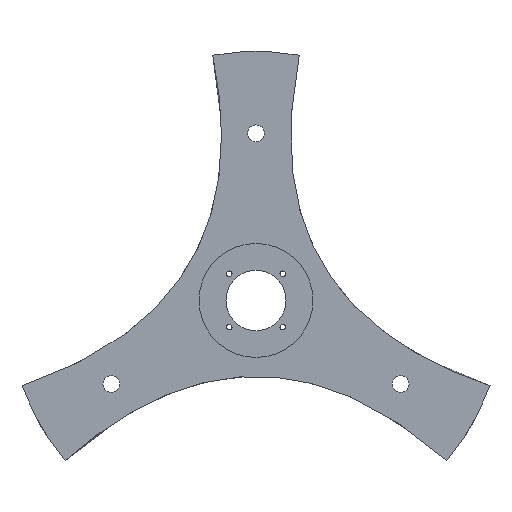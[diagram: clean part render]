
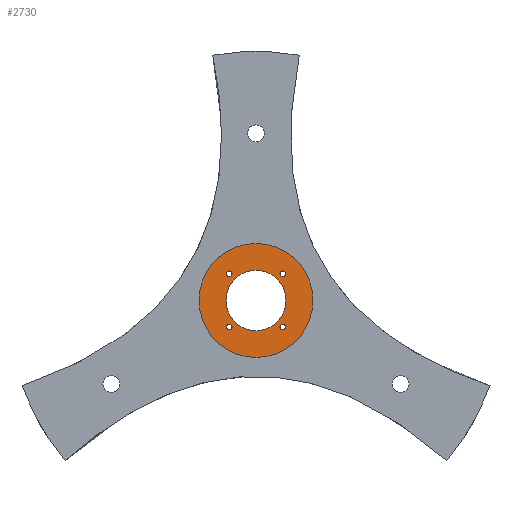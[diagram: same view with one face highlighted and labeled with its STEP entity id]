
A CAD part, top view. The second image highlights one B-rep face of the part: STEP entity #2730.
In plain terms, the highlighted planar face has unit normal (0, 0, 1).
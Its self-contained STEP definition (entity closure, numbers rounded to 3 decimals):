
#564 = CYLINDRICAL_SURFACE('',#565,34.1);
#565 = AXIS2_PLACEMENT_3D('',#566,#567,#568);
#566 = CARTESIAN_POINT('',(0.,0.,0.));
#567 = DIRECTION('',(0.,0.,1.));
#568 = DIRECTION('',(1.,0.,0.));
#1211 = CYLINDRICAL_SURFACE('',#1212,1.65);
#1212 = AXIS2_PLACEMENT_3D('',#1213,#1214,#1215);
#1213 = CARTESIAN_POINT('',(-16.,-16.,-10.));
#1214 = DIRECTION('',(0.,0.,1.));
#1215 = DIRECTION('',(0.,-1.,0.));
#1246 = CYLINDRICAL_SURFACE('',#1247,1.65);
#1247 = AXIS2_PLACEMENT_3D('',#1248,#1249,#1250);
#1248 = CARTESIAN_POINT('',(-16.,16.,-10.));
#1249 = DIRECTION('',(0.,0.,1.));
#1250 = DIRECTION('',(-1.,0.,0.));
#1316 = CYLINDRICAL_SURFACE('',#1317,1.65);
#1317 = AXIS2_PLACEMENT_3D('',#1318,#1319,#1320);
#1318 = CARTESIAN_POINT('',(16.,-16.,-10.));
#1319 = DIRECTION('',(0.,0.,1.));
#1320 = DIRECTION('',(1.,0.,0.));
#1347 = CYLINDRICAL_SURFACE('',#1348,18.);
#1348 = AXIS2_PLACEMENT_3D('',#1349,#1350,#1351);
#1349 = CARTESIAN_POINT('',(0.,0.,-4.));
#1350 = DIRECTION('',(0.,0.,1.));
#1351 = DIRECTION('',(1.,0.,0.));
#1382 = CYLINDRICAL_SURFACE('',#1383,1.65);
#1383 = AXIS2_PLACEMENT_3D('',#1384,#1385,#1386);
#1384 = CARTESIAN_POINT('',(16.,16.,-10.));
#1385 = DIRECTION('',(0.,0.,1.));
#1386 = DIRECTION('',(0.,1.,0.));
#2057 = VERTEX_POINT('',#2058);
#2058 = CARTESIAN_POINT('',(34.1,0.,-4.));
#2079 = EDGE_CURVE('',#2057,#2057,#2080,.T.);
#2080 = SURFACE_CURVE('',#2081,(#2086,#2093),.PCURVE_S1.);
#2081 = CIRCLE('',#2082,34.1);
#2082 = AXIS2_PLACEMENT_3D('',#2083,#2084,#2085);
#2083 = CARTESIAN_POINT('',(0.,0.,-4.));
#2084 = DIRECTION('',(0.,0.,1.));
#2085 = DIRECTION('',(1.,0.,0.));
#2086 = PCURVE('',#564,#2087);
#2087 = DEFINITIONAL_REPRESENTATION('',(#2088),#2092);
#2088 = LINE('',#2089,#2090);
#2089 = CARTESIAN_POINT('',(0.,-4.));
#2090 = VECTOR('',#2091,1.);
#2091 = DIRECTION('',(1.,0.));
#2092 = ( GEOMETRIC_REPRESENTATION_CONTEXT(2) 
PARAMETRIC_REPRESENTATION_CONTEXT() REPRESENTATION_CONTEXT('2D SPACE',''
  ) );
#2093 = PCURVE('',#2094,#2099);
#2094 = PLANE('',#2095);
#2095 = AXIS2_PLACEMENT_3D('',#2096,#2097,#2098);
#2096 = CARTESIAN_POINT('',(0.,0.,-4.));
#2097 = DIRECTION('',(0.,0.,1.));
#2098 = DIRECTION('',(1.,0.,0.));
#2099 = DEFINITIONAL_REPRESENTATION('',(#2100),#2104);
#2100 = CIRCLE('',#2101,34.1);
#2101 = AXIS2_PLACEMENT_2D('',#2102,#2103);
#2102 = CARTESIAN_POINT('',(0.,0.));
#2103 = DIRECTION('',(1.,0.));
#2104 = ( GEOMETRIC_REPRESENTATION_CONTEXT(2) 
PARAMETRIC_REPRESENTATION_CONTEXT() REPRESENTATION_CONTEXT('2D SPACE',''
  ) );
#2225 = VERTEX_POINT('',#2226);
#2226 = CARTESIAN_POINT('',(-16.,-17.65,-4.));
#2249 = EDGE_CURVE('',#2225,#2225,#2250,.T.);
#2250 = SURFACE_CURVE('',#2251,(#2256,#2263),.PCURVE_S1.);
#2251 = CIRCLE('',#2252,1.65);
#2252 = AXIS2_PLACEMENT_3D('',#2253,#2254,#2255);
#2253 = CARTESIAN_POINT('',(-16.,-16.,-4.));
#2254 = DIRECTION('',(-0.,0.,1.));
#2255 = DIRECTION('',(0.,-1.,0.));
#2256 = PCURVE('',#1211,#2257);
#2257 = DEFINITIONAL_REPRESENTATION('',(#2258),#2262);
#2258 = LINE('',#2259,#2260);
#2259 = CARTESIAN_POINT('',(-6.283,6.));
#2260 = VECTOR('',#2261,1.);
#2261 = DIRECTION('',(1.,-0.));
#2262 = ( GEOMETRIC_REPRESENTATION_CONTEXT(2) 
PARAMETRIC_REPRESENTATION_CONTEXT() REPRESENTATION_CONTEXT('2D SPACE',''
  ) );
#2263 = PCURVE('',#2094,#2264);
#2264 = DEFINITIONAL_REPRESENTATION('',(#2265),#2269);
#2265 = CIRCLE('',#2266,1.65);
#2266 = AXIS2_PLACEMENT_2D('',#2267,#2268);
#2267 = CARTESIAN_POINT('',(-16.,-16.));
#2268 = DIRECTION('',(0.,-1.));
#2269 = ( GEOMETRIC_REPRESENTATION_CONTEXT(2) 
PARAMETRIC_REPRESENTATION_CONTEXT() REPRESENTATION_CONTEXT('2D SPACE',''
  ) );
#2275 = VERTEX_POINT('',#2276);
#2276 = CARTESIAN_POINT('',(-17.65,16.,-4.));
#2299 = EDGE_CURVE('',#2275,#2275,#2300,.T.);
#2300 = SURFACE_CURVE('',#2301,(#2306,#2313),.PCURVE_S1.);
#2301 = CIRCLE('',#2302,1.65);
#2302 = AXIS2_PLACEMENT_3D('',#2303,#2304,#2305);
#2303 = CARTESIAN_POINT('',(-16.,16.,-4.));
#2304 = DIRECTION('',(0.,0.,1.));
#2305 = DIRECTION('',(-1.,0.,0.));
#2306 = PCURVE('',#1246,#2307);
#2307 = DEFINITIONAL_REPRESENTATION('',(#2308),#2312);
#2308 = LINE('',#2309,#2310);
#2309 = CARTESIAN_POINT('',(-6.283,6.));
#2310 = VECTOR('',#2311,1.);
#2311 = DIRECTION('',(1.,-0.));
#2312 = ( GEOMETRIC_REPRESENTATION_CONTEXT(2) 
PARAMETRIC_REPRESENTATION_CONTEXT() REPRESENTATION_CONTEXT('2D SPACE',''
  ) );
#2313 = PCURVE('',#2094,#2314);
#2314 = DEFINITIONAL_REPRESENTATION('',(#2315),#2319);
#2315 = CIRCLE('',#2316,1.65);
#2316 = AXIS2_PLACEMENT_2D('',#2317,#2318);
#2317 = CARTESIAN_POINT('',(-16.,16.));
#2318 = DIRECTION('',(-1.,0.));
#2319 = ( GEOMETRIC_REPRESENTATION_CONTEXT(2) 
PARAMETRIC_REPRESENTATION_CONTEXT() REPRESENTATION_CONTEXT('2D SPACE',''
  ) );
#2379 = VERTEX_POINT('',#2380);
#2380 = CARTESIAN_POINT('',(17.65,-16.,-4.));
#2403 = EDGE_CURVE('',#2379,#2379,#2404,.T.);
#2404 = SURFACE_CURVE('',#2405,(#2410,#2417),.PCURVE_S1.);
#2405 = CIRCLE('',#2406,1.65);
#2406 = AXIS2_PLACEMENT_3D('',#2407,#2408,#2409);
#2407 = CARTESIAN_POINT('',(16.,-16.,-4.));
#2408 = DIRECTION('',(0.,-0.,1.));
#2409 = DIRECTION('',(1.,0.,0.));
#2410 = PCURVE('',#1316,#2411);
#2411 = DEFINITIONAL_REPRESENTATION('',(#2412),#2416);
#2412 = LINE('',#2413,#2414);
#2413 = CARTESIAN_POINT('',(-6.283,6.));
#2414 = VECTOR('',#2415,1.);
#2415 = DIRECTION('',(1.,-0.));
#2416 = ( GEOMETRIC_REPRESENTATION_CONTEXT(2) 
PARAMETRIC_REPRESENTATION_CONTEXT() REPRESENTATION_CONTEXT('2D SPACE',''
  ) );
#2417 = PCURVE('',#2094,#2418);
#2418 = DEFINITIONAL_REPRESENTATION('',(#2419),#2423);
#2419 = CIRCLE('',#2420,1.65);
#2420 = AXIS2_PLACEMENT_2D('',#2421,#2422);
#2421 = CARTESIAN_POINT('',(16.,-16.));
#2422 = DIRECTION('',(1.,0.));
#2423 = ( GEOMETRIC_REPRESENTATION_CONTEXT(2) 
PARAMETRIC_REPRESENTATION_CONTEXT() REPRESENTATION_CONTEXT('2D SPACE',''
  ) );
#2428 = EDGE_CURVE('',#2429,#2429,#2431,.T.);
#2429 = VERTEX_POINT('',#2430);
#2430 = CARTESIAN_POINT('',(18.,0.,-4.));
#2431 = SURFACE_CURVE('',#2432,(#2437,#2444),.PCURVE_S1.);
#2432 = CIRCLE('',#2433,18.);
#2433 = AXIS2_PLACEMENT_3D('',#2434,#2435,#2436);
#2434 = CARTESIAN_POINT('',(0.,0.,-4.));
#2435 = DIRECTION('',(0.,0.,1.));
#2436 = DIRECTION('',(1.,0.,0.));
#2437 = PCURVE('',#1347,#2438);
#2438 = DEFINITIONAL_REPRESENTATION('',(#2439),#2443);
#2439 = LINE('',#2440,#2441);
#2440 = CARTESIAN_POINT('',(0.,0.));
#2441 = VECTOR('',#2442,1.);
#2442 = DIRECTION('',(1.,0.));
#2443 = ( GEOMETRIC_REPRESENTATION_CONTEXT(2) 
PARAMETRIC_REPRESENTATION_CONTEXT() REPRESENTATION_CONTEXT('2D SPACE',''
  ) );
#2444 = PCURVE('',#2094,#2445);
#2445 = DEFINITIONAL_REPRESENTATION('',(#2446),#2450);
#2446 = CIRCLE('',#2447,18.);
#2447 = AXIS2_PLACEMENT_2D('',#2448,#2449);
#2448 = CARTESIAN_POINT('',(0.,0.));
#2449 = DIRECTION('',(1.,0.));
#2450 = ( GEOMETRIC_REPRESENTATION_CONTEXT(2) 
PARAMETRIC_REPRESENTATION_CONTEXT() REPRESENTATION_CONTEXT('2D SPACE',''
  ) );
#2479 = VERTEX_POINT('',#2480);
#2480 = CARTESIAN_POINT('',(16.,17.65,-4.));
#2503 = EDGE_CURVE('',#2479,#2479,#2504,.T.);
#2504 = SURFACE_CURVE('',#2505,(#2510,#2517),.PCURVE_S1.);
#2505 = CIRCLE('',#2506,1.65);
#2506 = AXIS2_PLACEMENT_3D('',#2507,#2508,#2509);
#2507 = CARTESIAN_POINT('',(16.,16.,-4.));
#2508 = DIRECTION('',(0.,0.,1.));
#2509 = DIRECTION('',(0.,1.,0.));
#2510 = PCURVE('',#1382,#2511);
#2511 = DEFINITIONAL_REPRESENTATION('',(#2512),#2516);
#2512 = LINE('',#2513,#2514);
#2513 = CARTESIAN_POINT('',(-6.283,6.));
#2514 = VECTOR('',#2515,1.);
#2515 = DIRECTION('',(1.,-0.));
#2516 = ( GEOMETRIC_REPRESENTATION_CONTEXT(2) 
PARAMETRIC_REPRESENTATION_CONTEXT() REPRESENTATION_CONTEXT('2D SPACE',''
  ) );
#2517 = PCURVE('',#2094,#2518);
#2518 = DEFINITIONAL_REPRESENTATION('',(#2519),#2523);
#2519 = CIRCLE('',#2520,1.65);
#2520 = AXIS2_PLACEMENT_2D('',#2521,#2522);
#2521 = CARTESIAN_POINT('',(16.,16.));
#2522 = DIRECTION('',(0.,1.));
#2523 = ( GEOMETRIC_REPRESENTATION_CONTEXT(2) 
PARAMETRIC_REPRESENTATION_CONTEXT() REPRESENTATION_CONTEXT('2D SPACE',''
  ) );
#2730 = ADVANCED_FACE('',(#2731,#2734,#2737,#2740,#2743,#2746),#2094,.T.
  );
#2731 = FACE_BOUND('',#2732,.T.);
#2732 = EDGE_LOOP('',(#2733));
#2733 = ORIENTED_EDGE('',*,*,#2079,.T.);
#2734 = FACE_BOUND('',#2735,.T.);
#2735 = EDGE_LOOP('',(#2736));
#2736 = ORIENTED_EDGE('',*,*,#2249,.F.);
#2737 = FACE_BOUND('',#2738,.T.);
#2738 = EDGE_LOOP('',(#2739));
#2739 = ORIENTED_EDGE('',*,*,#2403,.F.);
#2740 = FACE_BOUND('',#2741,.T.);
#2741 = EDGE_LOOP('',(#2742));
#2742 = ORIENTED_EDGE('',*,*,#2299,.F.);
#2743 = FACE_BOUND('',#2744,.T.);
#2744 = EDGE_LOOP('',(#2745));
#2745 = ORIENTED_EDGE('',*,*,#2428,.F.);
#2746 = FACE_BOUND('',#2747,.T.);
#2747 = EDGE_LOOP('',(#2748));
#2748 = ORIENTED_EDGE('',*,*,#2503,.F.);
